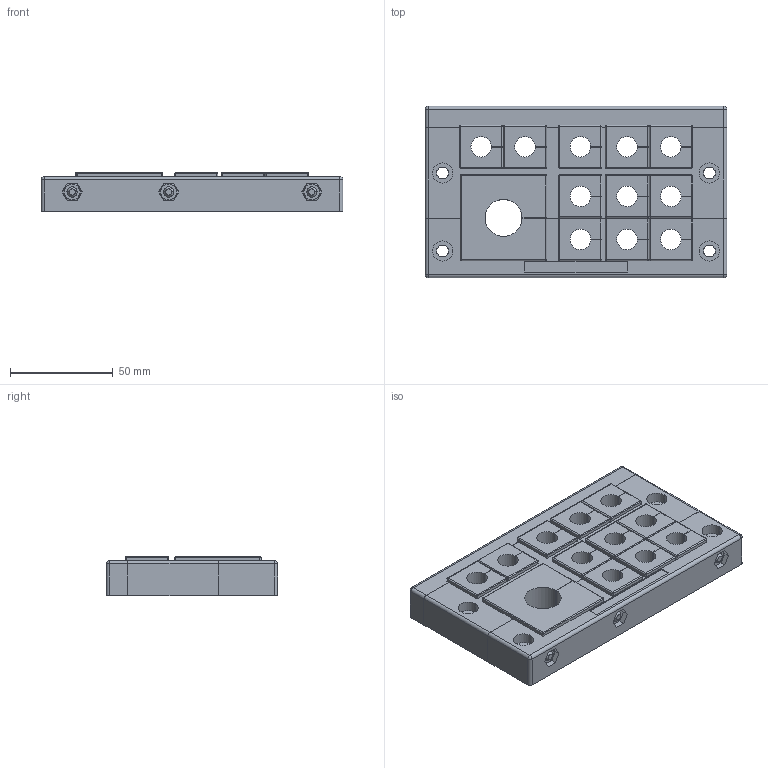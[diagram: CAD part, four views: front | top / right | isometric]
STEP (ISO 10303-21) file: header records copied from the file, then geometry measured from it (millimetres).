
FILE_DESCRIPTION(('STEP AP242'),'1');
FILE_NAME('42208.stp','2019-09-17T11:16:57',('TraceParts'),('TraceParts S.A.'),'Spatial InterOp 3D',' ',' ');
FILE_SCHEMA(('AP242_MANAGED_MODEL_BASED_3D_ENGINEERING_MIM_LF {1 0 10303 442 1 1 4}'));
Length unit declared in the file: millimetre
Products named in the file (1): 42208_1
Bounding box: 147 x 83.5 x 19 mm (x, y, z)
Volume: 204741.4 mm3; surface area: 90928.6 mm2
Topology: 21 solids, 21 shells, 668 faces, 1648 edges, 988 vertices
Faces by surface type: plane 360, cylinder 220, sphere 52, cone 30, torus 6
Entity records: 19329 total; most frequent: CARTESIAN_POINT 3507, DIRECTION 3366, ORIENTED_EDGE 3192, EDGE_CURVE 1596, AXIS2_PLACEMENT_3D 1135, LINE 1096, VECTOR 1096, VERTEX_POINT 988
